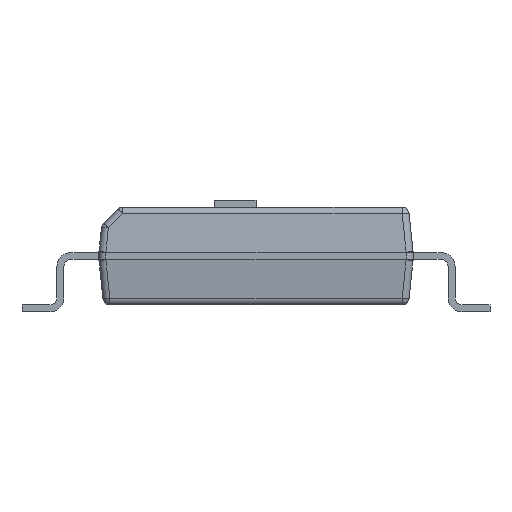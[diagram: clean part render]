
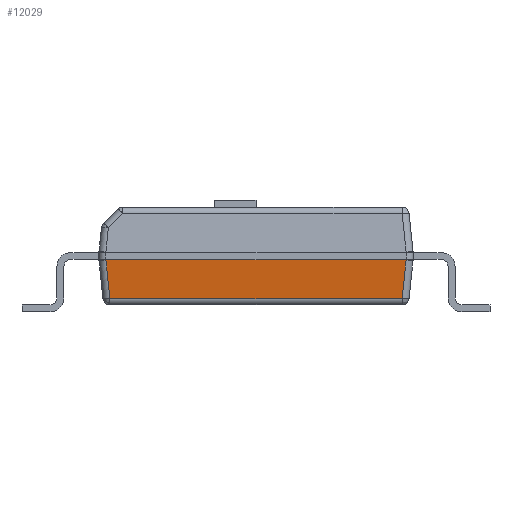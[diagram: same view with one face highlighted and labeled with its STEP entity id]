
A CAD part, front view. The second image highlights one B-rep face of the part: STEP entity #12029.
In plain terms, the highlighted planar face has unit normal (0, -0.995, -0.104).
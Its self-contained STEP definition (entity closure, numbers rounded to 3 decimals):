
#1126 = LINE ( 'NONE', #4792, #19020 ) ;
#1317 = LINE ( 'NONE', #5105, #11812 ) ;
#2364 = CARTESIAN_POINT ( 'NONE',  ( 0.1, 0.001, 0.745 ) ) ;
#2376 = LINE ( 'NONE', #13888, #16796 ) ;
#2462 = EDGE_CURVE ( 'NONE', #9688, #11889, #1126, .T. ) ;
#2534 = PLANE ( 'NONE',  #6618 ) ;
#2784 = CARTESIAN_POINT ( 'NONE',  ( 4.342, 0.059, 0.19 ) ) ;
#2786 = DIRECTION ( 'NONE',  ( 0.104, 0.104, -0.989 ) ) ;
#3982 = ORIENTED_EDGE ( 'NONE', *, *, #16861, .T. ) ;
#4531 = FACE_OUTER_BOUND ( 'NONE', #19611, .T. ) ;
#4792 = CARTESIAN_POINT ( 'NONE',  ( 0.1, 0.001, 0.745 ) ) ;
#5105 = CARTESIAN_POINT ( 'NONE',  ( 0., 0.001, 0.745 ) ) ;
#5902 = DIRECTION ( 'NONE',  ( -1., 0., 0. ) ) ;
#6336 = LINE ( 'NONE', #2784, #12796 ) ;
#6618 = AXIS2_PLACEMENT_3D ( 'NONE', #12410, #11896, #20118 ) ;
#9204 = ORIENTED_EDGE ( 'NONE', *, *, #2462, .T. ) ;
#9688 = VERTEX_POINT ( 'NONE', #2364 ) ;
#10682 = DIRECTION ( 'NONE',  ( -1., 0., 0. ) ) ;
#10943 = CARTESIAN_POINT ( 'NONE',  ( 4.342, 0.059, 0.19 ) ) ;
#11064 = CARTESIAN_POINT ( 'NONE',  ( 4.4, 0.001, 0.745 ) ) ;
#11812 = VECTOR ( 'NONE', #10682, 1000. ) ;
#11889 = VERTEX_POINT ( 'NONE', #23327 ) ;
#11896 = DIRECTION ( 'NONE',  ( 0., -0.995, -0.105 ) ) ;
#12029 = ADVANCED_FACE ( 'NONE', ( #4531 ), #2534, .T. ) ;
#12410 = CARTESIAN_POINT ( 'NONE',  ( 0., 0., 0.75 ) ) ;
#12796 = VECTOR ( 'NONE', #21652, 1000. ) ;
#13425 = EDGE_CURVE ( 'NONE', #22495, #9688, #1317, .T. ) ;
#13888 = CARTESIAN_POINT ( 'NONE',  ( 0.068, 0.059, 0.19 ) ) ;
#15418 = EDGE_CURVE ( 'NONE', #22544, #11889, #2376, .T. ) ;
#15920 = ORIENTED_EDGE ( 'NONE', *, *, #13425, .T. ) ;
#16796 = VECTOR ( 'NONE', #5902, 1000. ) ;
#16861 = EDGE_CURVE ( 'NONE', #22544, #22495, #6336, .T. ) ;
#19020 = VECTOR ( 'NONE', #2786, 1000. ) ;
#19611 = EDGE_LOOP ( 'NONE', ( #15920, #9204, #20264, #3982 ) ) ;
#20118 = DIRECTION ( 'NONE',  ( 0., 0.105, -0.995 ) ) ;
#20264 = ORIENTED_EDGE ( 'NONE', *, *, #15418, .F. ) ;
#21652 = DIRECTION ( 'NONE',  ( 0.104, -0.104, 0.989 ) ) ;
#22495 = VERTEX_POINT ( 'NONE', #11064 ) ;
#22544 = VERTEX_POINT ( 'NONE', #10943 ) ;
#23327 = CARTESIAN_POINT ( 'NONE',  ( 0.158, 0.059, 0.19 ) ) ;
